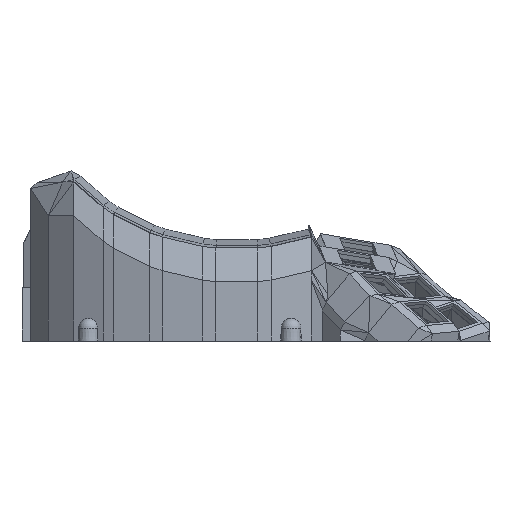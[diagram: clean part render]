
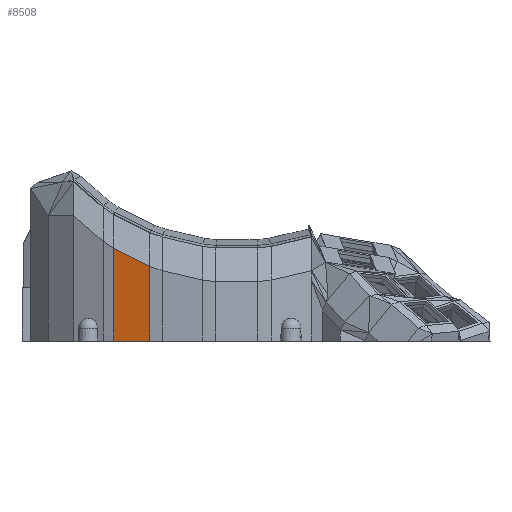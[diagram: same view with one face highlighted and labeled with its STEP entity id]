
A CAD part, left-side view. The second image highlights one B-rep face of the part: STEP entity #8508.
In plain terms, the highlighted planar face has unit normal (-0.961, 0.277, 0).
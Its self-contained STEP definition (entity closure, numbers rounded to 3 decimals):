
#99 = PLANE('',#100);
#100 = AXIS2_PLACEMENT_3D('',#101,#102,#103);
#101 = CARTESIAN_POINT('',(-175.,-175.,0.));
#102 = DIRECTION('',(0.,0.,1.));
#103 = DIRECTION('',(1.,0.,0.));
#3361 = VERTEX_POINT('',#3362);
#3362 = CARTESIAN_POINT('',(-83.687,51.226,0.));
#3375 = PLANE('',#3376);
#3376 = AXIS2_PLACEMENT_3D('',#3377,#3378,#3379);
#3377 = CARTESIAN_POINT('',(-83.083,52.801,
    36.91));
#3378 = DIRECTION('',(0.934,-0.358,0.
    ));
#3379 = DIRECTION('',(0.358,0.934,0.)
  );
#3386 = EDGE_CURVE('',#3361,#3387,#3389,.T.);
#3387 = VERTEX_POINT('',#3388);
#3388 = CARTESIAN_POINT('',(-88.037,36.158,0.));
#3389 = SURFACE_CURVE('',#3390,(#3394,#3400),.PCURVE_S1.);
#3390 = LINE('',#3391,#3392);
#3391 = CARTESIAN_POINT('',(-118.543,-69.521,0.));
#3392 = VECTOR('',#3393,1.);
#3393 = DIRECTION('',(-0.277,-0.961,0.));
#3394 = PCURVE('',#99,#3395);
#3395 = DEFINITIONAL_REPRESENTATION('',(#3396),#3399);
#3396 = B_SPLINE_CURVE_WITH_KNOTS('',1,(#3397,#3398),.UNSPECIFIED.,.F.,
  .F.,(2,2),(-125.678,-109.994),.PIECEWISE_BEZIER_KNOTS.);
#3397 = CARTESIAN_POINT('',(91.313,226.226));
#3398 = CARTESIAN_POINT('',(86.963,211.158));
#3399 = ( GEOMETRIC_REPRESENTATION_CONTEXT(2) 
PARAMETRIC_REPRESENTATION_CONTEXT() REPRESENTATION_CONTEXT('2D SPACE',''
  ) );
#3400 = PCURVE('',#3401,#3406);
#3401 = PLANE('',#3402);
#3402 = AXIS2_PLACEMENT_3D('',#3403,#3404,#3405);
#3403 = CARTESIAN_POINT('',(-86.094,42.888,
    31.536));
#3404 = DIRECTION('',(0.961,-0.277,0.));
#3405 = DIRECTION('',(0.277,0.961,0.));
#3406 = DEFINITIONAL_REPRESENTATION('',(#3407),#3410);
#3407 = B_SPLINE_CURVE_WITH_KNOTS('',1,(#3408,#3409),.UNSPECIFIED.,.F.,
  .F.,(2,2),(-125.678,-109.994),.PIECEWISE_BEZIER_KNOTS.);
#3408 = CARTESIAN_POINT('',(8.679,-31.536));
#3409 = CARTESIAN_POINT('',(-7.005,-31.536));
#3410 = ( GEOMETRIC_REPRESENTATION_CONTEXT(2) 
PARAMETRIC_REPRESENTATION_CONTEXT() REPRESENTATION_CONTEXT('2D SPACE',''
  ) );
#3427 = PLANE('',#3428);
#3428 = AXIS2_PLACEMENT_3D('',#3429,#3430,#3431);
#3429 = CARTESIAN_POINT('',(-88.685,33.025,
    28.612));
#3430 = DIRECTION('',(-0.979,0.203,-0.));
#3431 = DIRECTION('',(-0.203,-0.979,0.));
#8460 = VERTEX_POINT('',#8461);
#8461 = CARTESIAN_POINT('',(-88.037,36.158,
    31.099));
#8487 = EDGE_CURVE('',#8460,#3387,#8488,.T.);
#8488 = SURFACE_CURVE('',#8489,(#8493,#8500),.PCURVE_S1.);
#8489 = LINE('',#8490,#8491);
#8490 = CARTESIAN_POINT('',(-88.037,36.158,
    31.099));
#8491 = VECTOR('',#8492,1.);
#8492 = DIRECTION('',(0.,0.,-1.));
#8493 = PCURVE('',#3427,#8494);
#8494 = DEFINITIONAL_REPRESENTATION('',(#8495),#8499);
#8495 = LINE('',#8496,#8497);
#8496 = CARTESIAN_POINT('',(-3.199,2.487));
#8497 = VECTOR('',#8498,1.);
#8498 = DIRECTION('',(-0.,-1.));
#8499 = ( GEOMETRIC_REPRESENTATION_CONTEXT(2) 
PARAMETRIC_REPRESENTATION_CONTEXT() REPRESENTATION_CONTEXT('2D SPACE',''
  ) );
#8500 = PCURVE('',#3401,#8501);
#8501 = DEFINITIONAL_REPRESENTATION('',(#8502),#8506);
#8502 = LINE('',#8503,#8504);
#8503 = CARTESIAN_POINT('',(-7.005,-0.437));
#8504 = VECTOR('',#8505,1.);
#8505 = DIRECTION('',(0.,-1.));
#8506 = ( GEOMETRIC_REPRESENTATION_CONTEXT(2) 
PARAMETRIC_REPRESENTATION_CONTEXT() REPRESENTATION_CONTEXT('2D SPACE',''
  ) );
#8508 = ADVANCED_FACE('',(#8509),#3401,.F.);
#8509 = FACE_BOUND('',#8510,.F.);
#8510 = EDGE_LOOP('',(#8511,#8539,#8540,#8541));
#8511 = ORIENTED_EDGE('',*,*,#8512,.F.);
#8512 = EDGE_CURVE('',#8460,#8513,#8515,.T.);
#8513 = VERTEX_POINT('',#8514);
#8514 = CARTESIAN_POINT('',(-83.687,51.226,
    38.634));
#8515 = SURFACE_CURVE('',#8516,(#8520,#8527),.PCURVE_S1.);
#8516 = LINE('',#8517,#8518);
#8517 = CARTESIAN_POINT('',(-88.037,36.158,
    31.099));
#8518 = VECTOR('',#8519,1.);
#8519 = DIRECTION('',(0.25,0.866,0.433));
#8520 = PCURVE('',#3401,#8521);
#8521 = DEFINITIONAL_REPRESENTATION('',(#8522),#8526);
#8522 = LINE('',#8523,#8524);
#8523 = CARTESIAN_POINT('',(-7.005,-0.437));
#8524 = VECTOR('',#8525,1.);
#8525 = DIRECTION('',(0.901,0.433));
#8526 = ( GEOMETRIC_REPRESENTATION_CONTEXT(2) 
PARAMETRIC_REPRESENTATION_CONTEXT() REPRESENTATION_CONTEXT('2D SPACE',''
  ) );
#8527 = PCURVE('',#8528,#8533);
#8528 = PLANE('',#8529);
#8529 = AXIS2_PLACEMENT_3D('',#8530,#8531,#8532);
#8530 = CARTESIAN_POINT('',(-83.547,45.554,
    40.773));
#8531 = DIRECTION('',(0.937,-0.103,-0.335));
#8532 = DIRECTION('',(0.336,0.,0.942));
#8533 = DEFINITIONAL_REPRESENTATION('',(#8534),#8538);
#8534 = LINE('',#8535,#8536);
#8535 = CARTESIAN_POINT('',(-10.62,9.447));
#8536 = VECTOR('',#8537,1.);
#8537 = DIRECTION('',(0.492,-0.871));
#8538 = ( GEOMETRIC_REPRESENTATION_CONTEXT(2) 
PARAMETRIC_REPRESENTATION_CONTEXT() REPRESENTATION_CONTEXT('2D SPACE',''
  ) );
#8539 = ORIENTED_EDGE('',*,*,#8487,.T.);
#8540 = ORIENTED_EDGE('',*,*,#3386,.F.);
#8541 = ORIENTED_EDGE('',*,*,#8542,.F.);
#8542 = EDGE_CURVE('',#8513,#3361,#8543,.T.);
#8543 = SURFACE_CURVE('',#8544,(#8548,#8555),.PCURVE_S1.);
#8544 = LINE('',#8545,#8546);
#8545 = CARTESIAN_POINT('',(-83.687,51.226,
    38.634));
#8546 = VECTOR('',#8547,1.);
#8547 = DIRECTION('',(0.,0.,-1.));
#8548 = PCURVE('',#3401,#8549);
#8549 = DEFINITIONAL_REPRESENTATION('',(#8550),#8554);
#8550 = LINE('',#8551,#8552);
#8551 = CARTESIAN_POINT('',(8.679,7.098));
#8552 = VECTOR('',#8553,1.);
#8553 = DIRECTION('',(0.,-1.));
#8554 = ( GEOMETRIC_REPRESENTATION_CONTEXT(2) 
PARAMETRIC_REPRESENTATION_CONTEXT() REPRESENTATION_CONTEXT('2D SPACE',''
  ) );
#8555 = PCURVE('',#3375,#8556);
#8556 = DEFINITIONAL_REPRESENTATION('',(#8557),#8561);
#8557 = LINE('',#8558,#8559);
#8558 = CARTESIAN_POINT('',(-1.686,1.723));
#8559 = VECTOR('',#8560,1.);
#8560 = DIRECTION('',(0.,-1.));
#8561 = ( GEOMETRIC_REPRESENTATION_CONTEXT(2) 
PARAMETRIC_REPRESENTATION_CONTEXT() REPRESENTATION_CONTEXT('2D SPACE',''
  ) );
